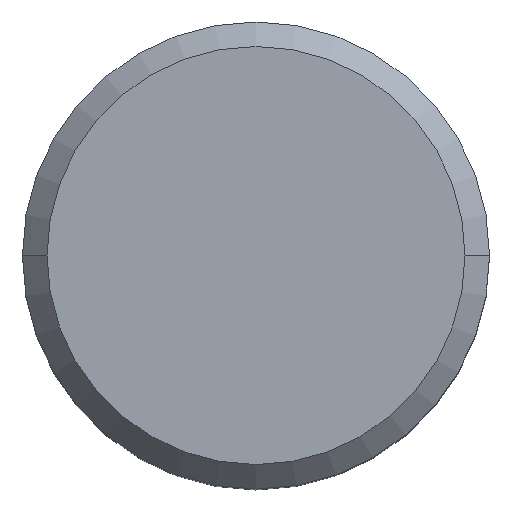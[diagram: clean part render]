
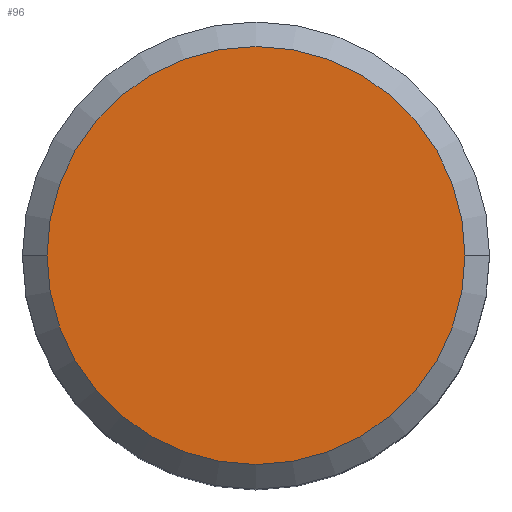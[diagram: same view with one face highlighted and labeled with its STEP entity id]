
A CAD part, top view. The second image highlights one B-rep face of the part: STEP entity #96.
In plain terms, the highlighted planar face has unit normal (0, 0, 1).
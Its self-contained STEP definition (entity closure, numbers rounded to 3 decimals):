
#69=FACE_OUTER_BOUND('',#199,.T.);
#96=ADVANCED_FACE('',(#69),#107,.T.);
#107=PLANE('',#542);
#199=EDGE_LOOP('',(#297,#298));
#297=ORIENTED_EDGE('',*,*,#426,.F.);
#298=ORIENTED_EDGE('',*,*,#427,.F.);
#369=VERTEX_POINT('',#809);
#370=VERTEX_POINT('',#811);
#426=EDGE_CURVE('',#370,#369,#470,.T.);
#427=EDGE_CURVE('',#369,#370,#471,.T.);
#470=CIRCLE('',#539,4.263);
#471=CIRCLE('',#541,4.263);
#539=AXIS2_PLACEMENT_3D('',#812,#669,#670);
#541=AXIS2_PLACEMENT_3D('',#814,#673,#674);
#542=AXIS2_PLACEMENT_3D('',#815,#675,#676);
#669=DIRECTION('',(0.,0.,-1.));
#670=DIRECTION('',(-1.,0.,0.));
#673=DIRECTION('',(0.,0.,-1.));
#674=DIRECTION('',(1.,0.,0.));
#675=DIRECTION('',(0.,0.,1.));
#676=DIRECTION('',(1.,0.,0.));
#809=CARTESIAN_POINT('',(4.263,0.,32.));
#811=CARTESIAN_POINT('',(-4.263,0.,32.));
#812=CARTESIAN_POINT('',(0.,0.,32.));
#814=CARTESIAN_POINT('',(0.,0.,32.));
#815=CARTESIAN_POINT('',(0.,0.,32.));
